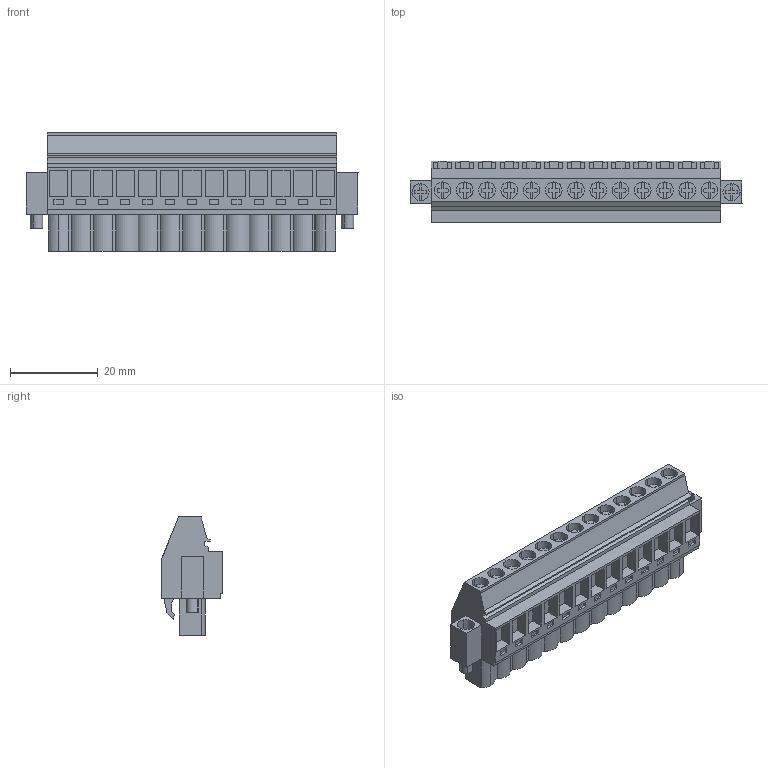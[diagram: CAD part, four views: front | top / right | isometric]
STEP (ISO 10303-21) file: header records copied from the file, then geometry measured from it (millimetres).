
FILE_DESCRIPTION(('CATIA V5 STEP','CAx-IF Rec.Pracs.--- Model Styling and Organization---1.2---2011-12-15'),'2;1');
FILE_NAME ('D1460169_0_1950420000_1950420000.stp','2017-09-09T10:09:43+00:00',('none'),('Weidmueller'),'CATIA Version 5-6 Release 2014','CATIA V5 STEP AP214','none');
FILE_SCHEMA(('AUTOMOTIVE_DESIGN { 1 0 10303 214 1 1 1 1 }'));
Length unit declared in the file: millimetre
Products named in the file (1): 1950420000
Bounding box: 75.84 x 14.1 x 27.1 mm (x, y, z)
Volume: 15405.2 mm3; surface area: 9547.2 mm2
Topology: 16 solids, 16 shells, 906 faces, 2521 edges, 1706 vertices
Faces by surface type: plane 767, cylinder 135, extrusion 4
Entity records: 27373 total; most frequent: CARTESIAN_POINT 5301, ORIENTED_EDGE 5042, DIRECTION 3675, EDGE_CURVE 2521, VECTOR 2187, LINE 2183, VERTEX_POINT 1706, EDGE_LOOP 971
